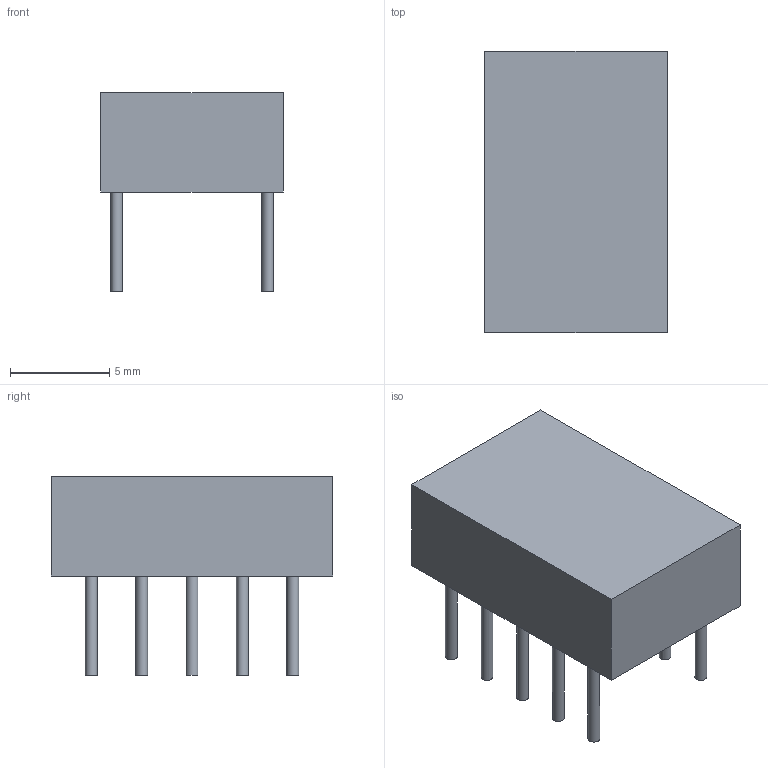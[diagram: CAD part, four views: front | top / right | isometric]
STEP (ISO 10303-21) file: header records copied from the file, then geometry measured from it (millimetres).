
FILE_DESCRIPTION(('FreeCAD Model'),'2;1');
FILE_NAME('ASSEMBLY_sp.step','2019-02-07T07:56:57',( 'kicad StepUp'),('ksu MCAD'),'Open CASCADE STEP processor 7.2', 'FreeCAD','Unknown');
FILE_SCHEMA(('AUTOMOTIVE_DESIGN { 1 0 10303 214 1 1 1 1 }'));
Length unit declared in the file: millimetre
Products named in the file (1): ASSEMBLY_sp
Bounding box: 9.2 x 14.2 x 10 mm (x, y, z)
Volume: 667.3 mm3; surface area: 589.5 mm2
Topology: 1 solids, 1 shells, 26 faces, 42 edges, 28 vertices
Faces by surface type: plane 16, cylinder 10
Full cylindrical faces by diameter (mm): 0.6 x10
Entity records: 801 total; most frequent: DIRECTION 116, CARTESIAN_POINT 97, ORIENTED_EDGE 84, AXIS2_PLACEMENT_3D 47, EDGE_CURVE 42, FACE_BOUND 36, EDGE_LOOP 36, VERTEX_POINT 28
